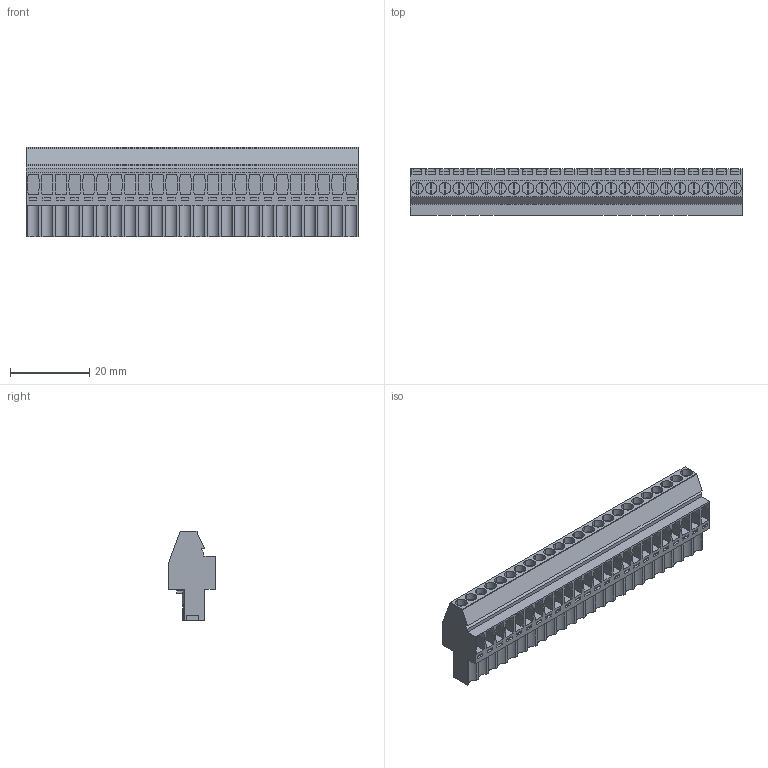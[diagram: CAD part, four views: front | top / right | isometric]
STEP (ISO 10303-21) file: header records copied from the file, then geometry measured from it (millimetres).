
FILE_DESCRIPTION(('CATIA V5 STEP Exchange','CAx-IF Rec.Pracs.--- Model Styling and Organization---1.2---2011-12-15'),'2;1');
FILE_NAME ('D1454105_0_1639690000_1639690000.stp','2017-04-20T07:27:39+00:00',('none'),('Weidmueller'),'CATIA Version 5-6 Release 2014','CATIA V5 STEP AP214','none');
FILE_SCHEMA(('AUTOMOTIVE_DESIGN { 1 0 10303 214 1 1 1 1 }'));
Length unit declared in the file: millimetre
Products named in the file (1): 1639690000
Bounding box: 84 x 11.83 x 22.6 mm (x, y, z)
Volume: 12762.7 mm3; surface area: 9837.5 mm2
Topology: 25 solids, 25 shells, 1362 faces, 3763 edges, 2547 vertices
Faces by surface type: plane 1170, cylinder 192
Entity records: 39668 total; most frequent: ORIENTED_EDGE 7526, CARTESIAN_POINT 7364, DIRECTION 5160, EDGE_CURVE 3763, VECTOR 3139, LINE 3139, VERTEX_POINT 2547, EDGE_LOOP 1458
